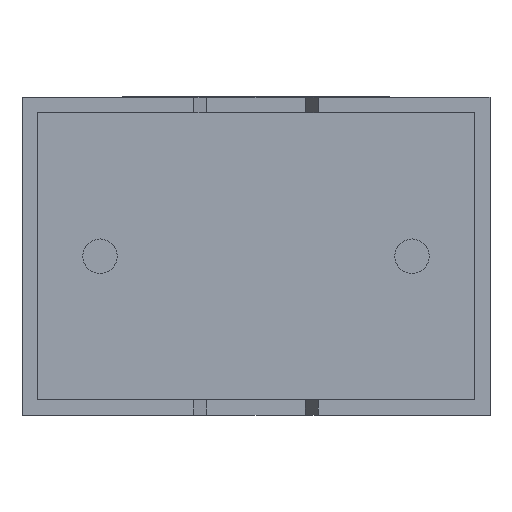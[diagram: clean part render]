
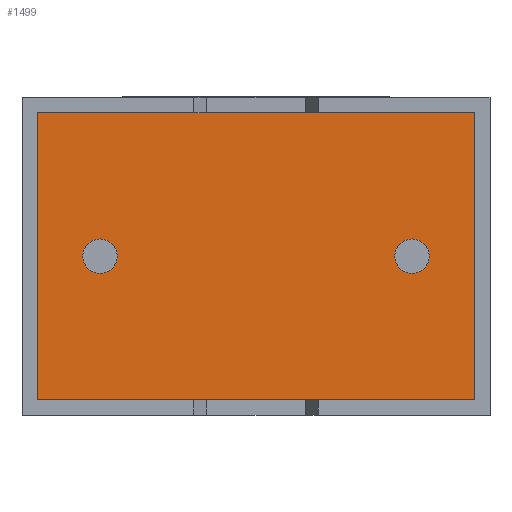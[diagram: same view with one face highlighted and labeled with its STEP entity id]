
A CAD part, front view. The second image highlights one B-rep face of the part: STEP entity #1499.
In plain terms, the highlighted planar face has unit normal (0, -1, 0).
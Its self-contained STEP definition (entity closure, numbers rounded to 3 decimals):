
#54 = CARTESIAN_POINT ( 'NONE',  ( 6.25, 0.75, 2.55 ) ) ;
#96 = LINE ( 'NONE', #564, #568 ) ;
#104 = CARTESIAN_POINT ( 'NONE',  ( 1.25, 0.75, 2.55 ) ) ;
#150 = EDGE_CURVE ( 'NONE', #2314, #1816, #96, .T. ) ;
#169 = ORIENTED_EDGE ( 'NONE', *, *, #659, .T. ) ;
#175 = FACE_BOUND ( 'NONE', #2098, .T. ) ;
#273 = ORIENTED_EDGE ( 'NONE', *, *, #1516, .T. ) ;
#280 = CARTESIAN_POINT ( 'NONE',  ( 1.25, 0.75, 2.275 ) ) ;
#354 = CARTESIAN_POINT ( 'NONE',  ( 6.25, 0.75, 2.55 ) ) ;
#372 = EDGE_CURVE ( 'NONE', #2439, #1435, #2845, .T. ) ;
#456 = CARTESIAN_POINT ( 'NONE',  ( 7.25, 0.75, 0.25 ) ) ;
#466 = CARTESIAN_POINT ( 'NONE',  ( 6.25, 0.75, 2.825 ) ) ;
#504 = CIRCLE ( 'NONE', #2639, 0.275 ) ;
#539 = VERTEX_POINT ( 'NONE', #2663 ) ;
#564 = CARTESIAN_POINT ( 'NONE',  ( 0.25, 0.75, 4.85 ) ) ;
#568 = VECTOR ( 'NONE', #1964, 1000. ) ;
#584 = DIRECTION ( 'NONE',  ( 0., -1., 0. ) ) ;
#593 = AXIS2_PLACEMENT_3D ( 'NONE', #104, #1101, #1072 ) ;
#659 = EDGE_CURVE ( 'NONE', #2193, #2314, #2526, .T. ) ;
#700 = CIRCLE ( 'NONE', #593, 0.275 ) ;
#769 = CARTESIAN_POINT ( 'NONE',  ( 1.25, 0.75, 2.825 ) ) ;
#819 = AXIS2_PLACEMENT_3D ( 'NONE', #2105, #1421, #1187 ) ;
#875 = ORIENTED_EDGE ( 'NONE', *, *, #372, .F. ) ;
#885 = CARTESIAN_POINT ( 'NONE',  ( 0.25, 0.75, 0.25 ) ) ;
#954 = CARTESIAN_POINT ( 'NONE',  ( 0., 0.75, 0. ) ) ;
#964 = VERTEX_POINT ( 'NONE', #466 ) ;
#1000 = AXIS2_PLACEMENT_3D ( 'NONE', #54, #1991, #1977 ) ;
#1041 = ORIENTED_EDGE ( 'NONE', *, *, #2103, .F. ) ;
#1072 = DIRECTION ( 'NONE',  ( 0., 0., -1. ) ) ;
#1088 = AXIS2_PLACEMENT_3D ( 'NONE', #954, #1600, #2546 ) ;
#1101 = DIRECTION ( 'NONE',  ( 0., -1., 0. ) ) ;
#1150 = CARTESIAN_POINT ( 'NONE',  ( 7.25, 0.75, 4.85 ) ) ;
#1187 = DIRECTION ( 'NONE',  ( 0., 0., -1. ) ) ;
#1277 = DIRECTION ( 'NONE',  ( 0., 0., 1. ) ) ;
#1376 = EDGE_CURVE ( 'NONE', #964, #2962, #3021, .T. ) ;
#1401 = DIRECTION ( 'NONE',  ( -1., 0., 0. ) ) ;
#1421 = DIRECTION ( 'NONE',  ( 0., -1., 0. ) ) ;
#1435 = VERTEX_POINT ( 'NONE', #769 ) ;
#1499 = ADVANCED_FACE ( 'NONE', ( #175, #2007, #2937 ), #1762, .T. ) ;
#1516 = EDGE_CURVE ( 'NONE', #1816, #539, #2074, .T. ) ;
#1600 = DIRECTION ( 'NONE',  ( 0., -1., 0. ) ) ;
#1635 = EDGE_LOOP ( 'NONE', ( #2166, #875 ) ) ;
#1707 = LINE ( 'NONE', #456, #2738 ) ;
#1749 = EDGE_CURVE ( 'NONE', #1435, #2439, #700, .T. ) ;
#1762 = PLANE ( 'NONE',  #1088 ) ;
#1771 = DIRECTION ( 'NONE',  ( 0., 0., -1. ) ) ;
#1816 = VERTEX_POINT ( 'NONE', #2288 ) ;
#1872 = DIRECTION ( 'NONE',  ( 1., 0., 0. ) ) ;
#1964 = DIRECTION ( 'NONE',  ( 0., 0., -1. ) ) ;
#1977 = DIRECTION ( 'NONE',  ( 0., 0., -1. ) ) ;
#1991 = DIRECTION ( 'NONE',  ( 0., -1., 0. ) ) ;
#2007 = FACE_OUTER_BOUND ( 'NONE', #2562, .T. ) ;
#2045 = VECTOR ( 'NONE', #1872, 1000. ) ;
#2074 = LINE ( 'NONE', #885, #2045 ) ;
#2081 = CARTESIAN_POINT ( 'NONE',  ( 0.25, 0.75, 4.85 ) ) ;
#2098 = EDGE_LOOP ( 'NONE', ( #2555, #1041 ) ) ;
#2103 = EDGE_CURVE ( 'NONE', #2962, #964, #504, .T. ) ;
#2105 = CARTESIAN_POINT ( 'NONE',  ( 1.25, 0.75, 2.55 ) ) ;
#2166 = ORIENTED_EDGE ( 'NONE', *, *, #1749, .F. ) ;
#2193 = VERTEX_POINT ( 'NONE', #2769 ) ;
#2288 = CARTESIAN_POINT ( 'NONE',  ( 0.25, 0.75, 0.25 ) ) ;
#2314 = VERTEX_POINT ( 'NONE', #2081 ) ;
#2439 = VERTEX_POINT ( 'NONE', #280 ) ;
#2526 = LINE ( 'NONE', #1150, #2659 ) ;
#2546 = DIRECTION ( 'NONE',  ( 0., 0., -1. ) ) ;
#2555 = ORIENTED_EDGE ( 'NONE', *, *, #1376, .F. ) ;
#2562 = EDGE_LOOP ( 'NONE', ( #2894, #273, #2756, #169 ) ) ;
#2639 = AXIS2_PLACEMENT_3D ( 'NONE', #354, #584, #1771 ) ;
#2659 = VECTOR ( 'NONE', #1401, 1000. ) ;
#2663 = CARTESIAN_POINT ( 'NONE',  ( 7.25, 0.75, 0.25 ) ) ;
#2738 = VECTOR ( 'NONE', #1277, 1000. ) ;
#2756 = ORIENTED_EDGE ( 'NONE', *, *, #2777, .T. ) ;
#2766 = CARTESIAN_POINT ( 'NONE',  ( 6.25, 0.75, 2.275 ) ) ;
#2769 = CARTESIAN_POINT ( 'NONE',  ( 7.25, 0.75, 4.85 ) ) ;
#2777 = EDGE_CURVE ( 'NONE', #539, #2193, #1707, .T. ) ;
#2845 = CIRCLE ( 'NONE', #819, 0.275 ) ;
#2894 = ORIENTED_EDGE ( 'NONE', *, *, #150, .T. ) ;
#2937 = FACE_BOUND ( 'NONE', #1635, .T. ) ;
#2962 = VERTEX_POINT ( 'NONE', #2766 ) ;
#3021 = CIRCLE ( 'NONE', #1000, 0.275 ) ;
